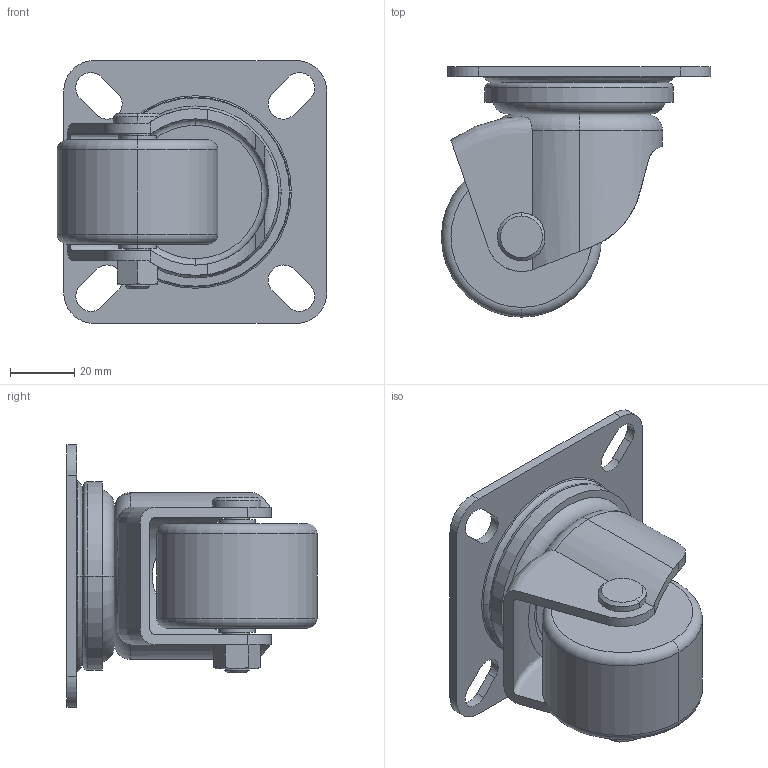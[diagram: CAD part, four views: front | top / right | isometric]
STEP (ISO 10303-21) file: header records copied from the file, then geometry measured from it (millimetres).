
FILE_DESCRIPTION (( 'STEP AP203' ), '1' );
FILE_NAME ('sone3D.STEP', '2013-12-12T06:57:16', ( '' ), ( '' ), 'SwSTEP 2.0', 'SolidWorks 2012', '' );
FILE_SCHEMA (( 'CONFIG_CONTROL_DESIGN' ));
Length unit declared in the file: millimetre
Products named in the file (1): sone3D
Bounding box: 84 x 78 x 82 mm (x, y, z)
Volume: 135905 mm3; surface area: 38093.5 mm2
Topology: 1 solids, 1 shells, 105 faces, 283 edges, 187 vertices
Faces by surface type: cylinder 44, plane 36, torus 18, cone 4, bspline 3
Entity records: 4403 total; most frequent: CARTESIAN_POINT 1684, ORIENTED_EDGE 566, DIRECTION 553, EDGE_CURVE 283, AXIS2_PLACEMENT_3D 227, VERTEX_POINT 187, CIRCLE 124, EDGE_LOOP 122
